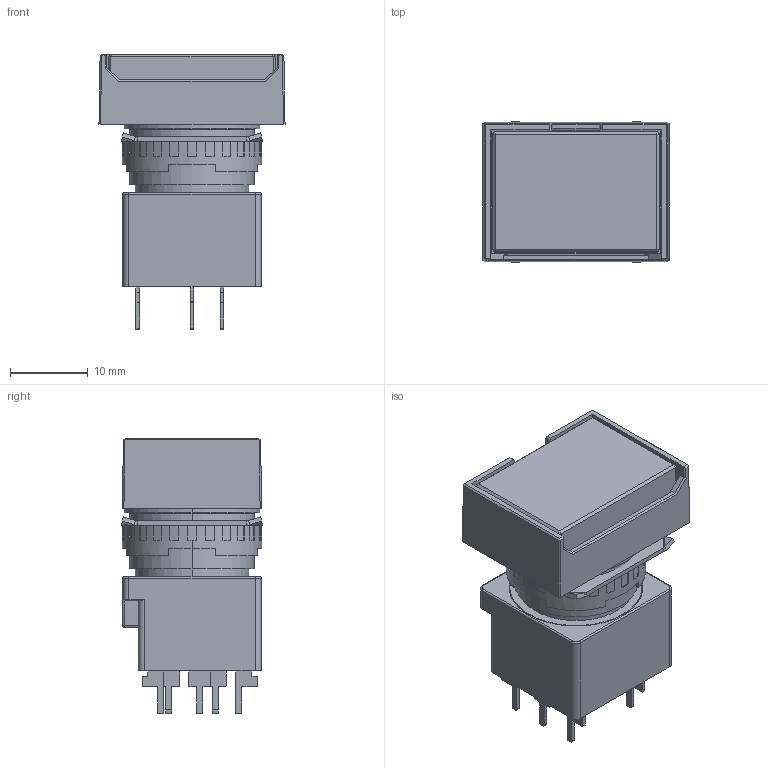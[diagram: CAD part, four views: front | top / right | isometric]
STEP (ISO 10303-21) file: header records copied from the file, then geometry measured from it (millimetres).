
FILE_DESCRIPTION (( 'STEP AP214' ), '1' );
FILE_NAME ('08_LB4L-[M][A]1Tx[1][3][4]V$.STEP', '2020-09-24T23:58:22', ( 'IDEC' ), ( 'IDEC' ), 'SwSTEP 2.0', 'SolidWorks 2019', '' );
FILE_SCHEMA (( 'AUTOMOTIVE_DESIGN' ));
Length unit declared in the file: millimetre
Products named in the file (5): LB-BODY-G; LB-NUT-SET; LB-OPERATOR-H; 08_LB4L-[M][A]1Tx[1][3][4]V$; LB-T20V
Assembly tree (4 placements, depth 2):
  08_LB4L-[M][A]1Tx[1][3][4]V$
    LB-BODY-G
    LB-OPERATOR-H
    LB-T20V
    LB-NUT-SET
Bounding box: 23.9 x 18.07 x 35.4 mm (x, y, z)
Volume: 8148.1 mm3; surface area: 6145.9 mm2
Topology: 4 solids, 4 shells, 439 faces, 1149 edges, 726 vertices
Faces by surface type: plane 299, cylinder 118, bspline 20, cone 2
Entity records: 15158 total; most frequent: CARTESIAN_POINT 2876, ORIENTED_EDGE 2286, DIRECTION 2189, EDGE_CURVE 1143, VECTOR 823, LINE 823, VERTEX_POINT 726, AXIS2_PLACEMENT_3D 683
